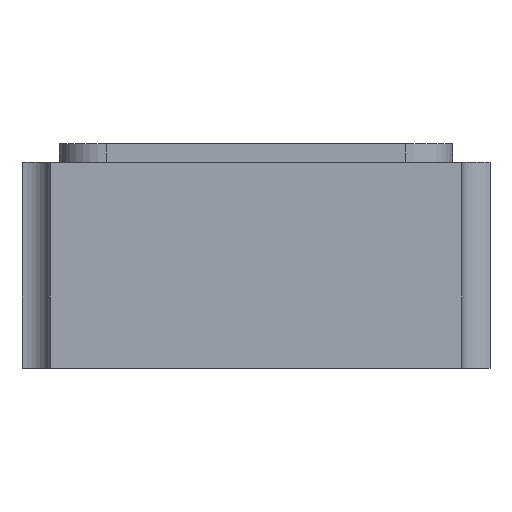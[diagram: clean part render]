
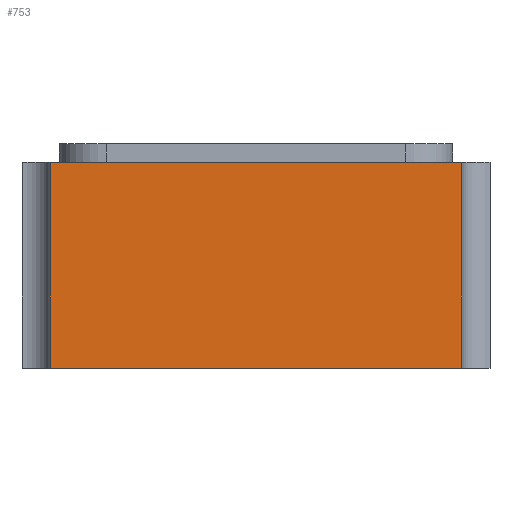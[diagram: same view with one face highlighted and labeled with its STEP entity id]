
A CAD part, left-side view. The second image highlights one B-rep face of the part: STEP entity #753.
In plain terms, the highlighted planar face has unit normal (-1, 0, 0).
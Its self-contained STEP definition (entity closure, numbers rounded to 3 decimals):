
#265 = VERTEX_POINT('',#266);
#266 = CARTESIAN_POINT('',(-1.6,-1.05,0.));
#273 = EDGE_CURVE('',#274,#265,#276,.T.);
#274 = VERTEX_POINT('',#275);
#275 = CARTESIAN_POINT('',(-1.6,1.05,0.));
#276 = LINE('',#277,#278);
#277 = CARTESIAN_POINT('',(-1.6,1.1,0.));
#278 = VECTOR('',#279,1.);
#279 = DIRECTION('',(0.,-1.,0.));
#508 = VERTEX_POINT('',#509);
#509 = CARTESIAN_POINT('',(-1.6,1.1,1.1));
#516 = EDGE_CURVE('',#508,#517,#519,.T.);
#517 = VERTEX_POINT('',#518);
#518 = CARTESIAN_POINT('',(-1.6,-1.1,1.1));
#519 = LINE('',#520,#521);
#520 = CARTESIAN_POINT('',(-1.6,1.1,1.1));
#521 = VECTOR('',#522,1.);
#522 = DIRECTION('',(0.,-1.,0.));
#733 = EDGE_CURVE('',#508,#734,#736,.T.);
#734 = VERTEX_POINT('',#735);
#735 = CARTESIAN_POINT('',(-1.6,1.1,0.));
#736 = LINE('',#737,#738);
#737 = CARTESIAN_POINT('',(-1.6,1.1,1.1));
#738 = VECTOR('',#739,1.);
#739 = DIRECTION('',(0.,0.,-1.));
#753 = ADVANCED_FACE('',(#754),#795,.F.);
#754 = FACE_BOUND('',#755,.T.);
#755 = EDGE_LOOP('',(#756,#757,#765,#771,#772,#780,#788,#794));
#756 = ORIENTED_EDGE('',*,*,#733,.T.);
#757 = ORIENTED_EDGE('',*,*,#758,.F.);
#758 = EDGE_CURVE('',#759,#734,#761,.T.);
#759 = VERTEX_POINT('',#760);
#760 = CARTESIAN_POINT('',(-1.6,1.05,0.));
#761 = LINE('',#762,#763);
#762 = CARTESIAN_POINT('',(-1.6,1.1,0.));
#763 = VECTOR('',#764,1.);
#764 = DIRECTION('',(0.,1.,0.));
#765 = ORIENTED_EDGE('',*,*,#766,.T.);
#766 = EDGE_CURVE('',#759,#274,#767,.T.);
#767 = LINE('',#768,#769);
#768 = CARTESIAN_POINT('',(-1.6,1.05,0.));
#769 = VECTOR('',#770,1.);
#770 = DIRECTION('',(0.,0.,1.));
#771 = ORIENTED_EDGE('',*,*,#273,.T.);
#772 = ORIENTED_EDGE('',*,*,#773,.F.);
#773 = EDGE_CURVE('',#774,#265,#776,.T.);
#774 = VERTEX_POINT('',#775);
#775 = CARTESIAN_POINT('',(-1.6,-1.05,0.));
#776 = LINE('',#777,#778);
#777 = CARTESIAN_POINT('',(-1.6,-1.05,0.));
#778 = VECTOR('',#779,1.);
#779 = DIRECTION('',(0.,0.,1.));
#780 = ORIENTED_EDGE('',*,*,#781,.F.);
#781 = EDGE_CURVE('',#782,#774,#784,.T.);
#782 = VERTEX_POINT('',#783);
#783 = CARTESIAN_POINT('',(-1.6,-1.1,0.));
#784 = LINE('',#785,#786);
#785 = CARTESIAN_POINT('',(-1.6,-1.1,0.));
#786 = VECTOR('',#787,1.);
#787 = DIRECTION('',(0.,1.,0.));
#788 = ORIENTED_EDGE('',*,*,#789,.F.);
#789 = EDGE_CURVE('',#517,#782,#790,.T.);
#790 = LINE('',#791,#792);
#791 = CARTESIAN_POINT('',(-1.6,-1.1,1.1));
#792 = VECTOR('',#793,1.);
#793 = DIRECTION('',(0.,0.,-1.));
#794 = ORIENTED_EDGE('',*,*,#516,.F.);
#795 = PLANE('',#796);
#796 = AXIS2_PLACEMENT_3D('',#797,#798,#799);
#797 = CARTESIAN_POINT('',(-1.6,1.1,1.1));
#798 = DIRECTION('',(1.,0.,0.));
#799 = DIRECTION('',(0.,0.,-1.));
